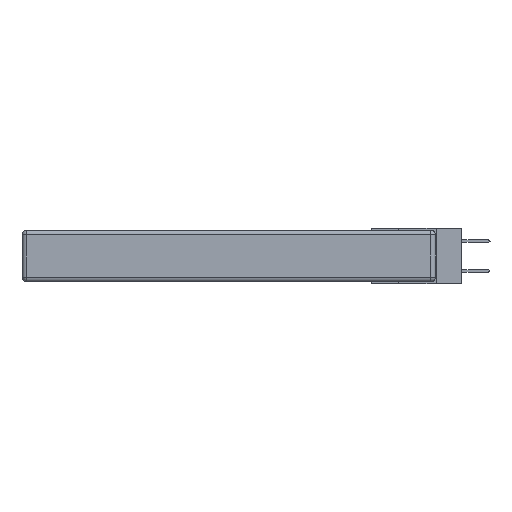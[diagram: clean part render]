
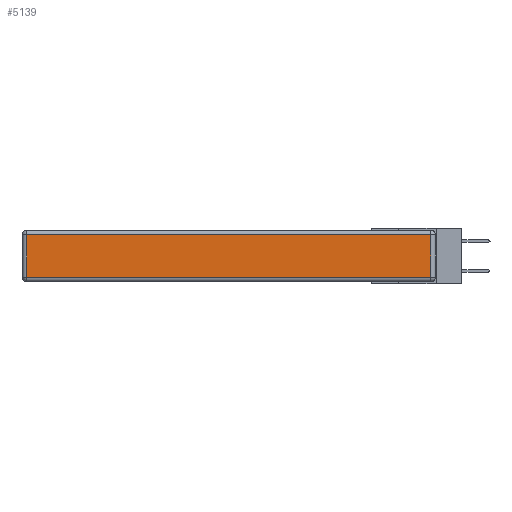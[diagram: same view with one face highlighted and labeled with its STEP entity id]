
A CAD part, left-side view. The second image highlights one B-rep face of the part: STEP entity #5139.
In plain terms, the highlighted planar face has unit normal (-1, 0, 0).
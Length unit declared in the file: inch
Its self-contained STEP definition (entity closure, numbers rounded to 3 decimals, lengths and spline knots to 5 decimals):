
#1356 = DIRECTION ( 'NONE',  ( 0., 1., 0. ) ) ;
#1958 = FACE_OUTER_BOUND ( 'NONE', #12809, .T. ) ;
#2007 = CARTESIAN_POINT ( 'NONE',  ( 0., 2.72, -0.343 ) ) ;
#2773 = ORIENTED_EDGE ( 'NONE', *, *, #20511, .T. ) ;
#3025 = VERTEX_POINT ( 'NONE', #11405 ) ;
#3213 = PLANE ( 'NONE',  #19376 ) ;
#3506 = EDGE_CURVE ( 'NONE', #14601, #7196, #11993, .T. ) ;
#3653 = CARTESIAN_POINT ( 'NONE',  ( 0., 0.03, -0.343 ) ) ;
#4748 = CARTESIAN_POINT ( 'NONE',  ( 0., 0.03, -0.313 ) ) ;
#5139 = ADVANCED_FACE ( 'NONE', ( #1958 ), #3213, .T. ) ;
#5362 = VECTOR ( 'NONE', #19025, 39.37008 ) ;
#6748 = CARTESIAN_POINT ( 'NONE',  ( 0., 0., -0.313 ) ) ;
#6817 = DIRECTION ( 'NONE',  ( 0., -1., 0. ) ) ;
#7196 = VERTEX_POINT ( 'NONE', #8290 ) ;
#8290 = CARTESIAN_POINT ( 'NONE',  ( 0., 0.03, -0.03 ) ) ;
#8830 = ORIENTED_EDGE ( 'NONE', *, *, #15140, .T. ) ;
#9627 = CARTESIAN_POINT ( 'NONE',  ( 0., 2.72, -0.03 ) ) ;
#9755 = DIRECTION ( 'NONE',  ( -1., 0., 0. ) ) ;
#9967 = CARTESIAN_POINT ( 'NONE',  ( 0., 0., -0.343 ) ) ;
#10391 = LINE ( 'NONE', #16494, #21581 ) ;
#10862 = ORIENTED_EDGE ( 'NONE', *, *, #20162, .T. ) ;
#11405 = CARTESIAN_POINT ( 'NONE',  ( 0., 2.72, -0.313 ) ) ;
#11993 = LINE ( 'NONE', #3653, #15475 ) ;
#12034 = LINE ( 'NONE', #6748, #15517 ) ;
#12809 = EDGE_LOOP ( 'NONE', ( #8830, #21098, #2773, #10862 ) ) ;
#14601 = VERTEX_POINT ( 'NONE', #4748 ) ;
#14889 = DIRECTION ( 'NONE',  ( 0., 0., 1. ) ) ;
#15140 = EDGE_CURVE ( 'NONE', #3025, #14601, #12034, .T. ) ;
#15475 = VECTOR ( 'NONE', #17416, 39.37008 ) ;
#15517 = VECTOR ( 'NONE', #6817, 39.37008 ) ;
#16494 = CARTESIAN_POINT ( 'NONE',  ( 0., 2.75, -0.03 ) ) ;
#17416 = DIRECTION ( 'NONE',  ( 0., 0., 1. ) ) ;
#17610 = LINE ( 'NONE', #2007, #5362 ) ;
#19025 = DIRECTION ( 'NONE',  ( 0., 0., -1. ) ) ;
#19376 = AXIS2_PLACEMENT_3D ( 'NONE', #9967, #9755, #14889 ) ;
#20162 = EDGE_CURVE ( 'NONE', #20328, #3025, #17610, .T. ) ;
#20328 = VERTEX_POINT ( 'NONE', #9627 ) ;
#20511 = EDGE_CURVE ( 'NONE', #7196, #20328, #10391, .T. ) ;
#21098 = ORIENTED_EDGE ( 'NONE', *, *, #3506, .T. ) ;
#21581 = VECTOR ( 'NONE', #1356, 39.37008 ) ;
